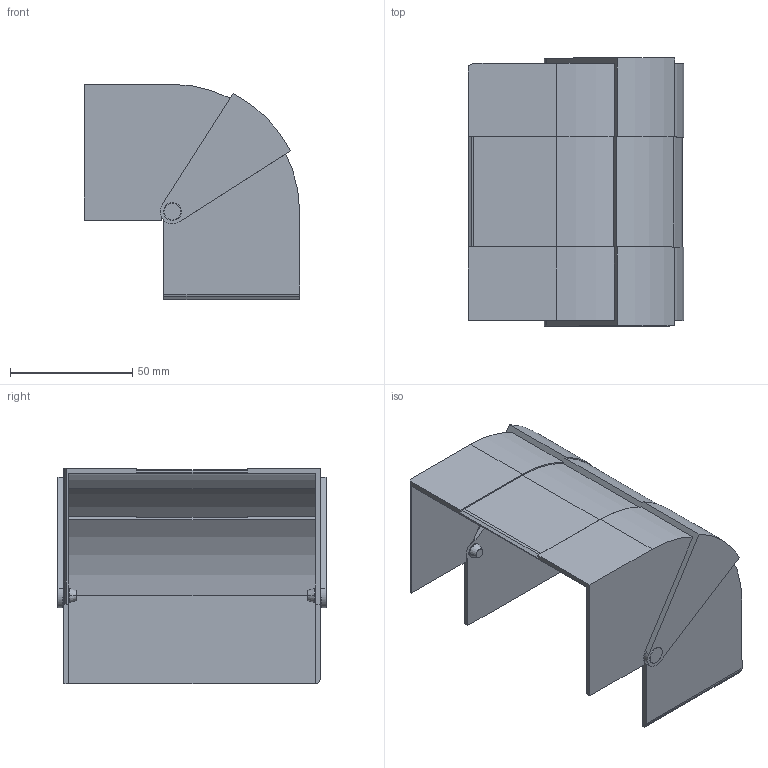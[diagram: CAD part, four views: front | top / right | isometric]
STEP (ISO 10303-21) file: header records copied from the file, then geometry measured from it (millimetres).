
FILE_DESCRIPTION (( 'STEP AP214' ), '1' );
FILE_NAME ('6113054.stp', '2016-04-27T11:23:42', ( '' ), ( '' ), 'SwSTEP 2.0', 'SolidWorks 2014', '' );
FILE_SCHEMA (( 'AUTOMOTIVE_DESIGN' ));
Length unit declared in the file: millimetre
Products named in the file (4): 6113054; 034959_Standard; 070033_Standard; 070032_Standard
Assembly tree (4 placements, depth 2):
  6113054
    070032_Standard
    070033_Standard
    034959_Standard  x2
Bounding box: 88 x 109.6 x 88 mm (x, y, z)
Volume: 57342.1 mm3; surface area: 63439.3 mm2
Topology: 4 solids, 4 shells, 109 faces, 277 edges, 182 vertices
Faces by surface type: plane 55, cylinder 46, cone 8
Entity records: 3131 total; most frequent: DIRECTION 543, CARTESIAN_POINT 519, ORIENTED_EDGE 502, EDGE_CURVE 251, AXIS2_PLACEMENT_3D 190, VERTEX_POINT 166, LINE 163, VECTOR 163
